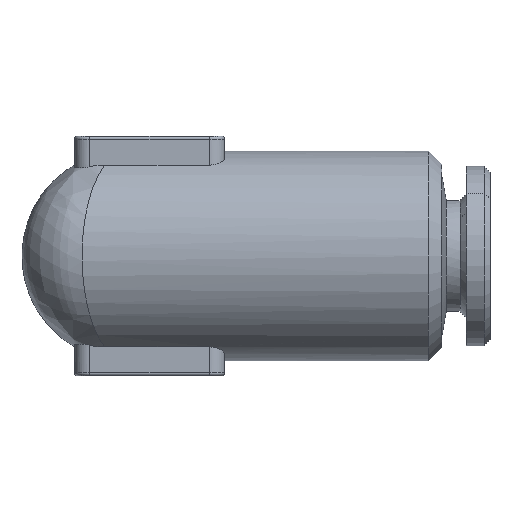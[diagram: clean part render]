
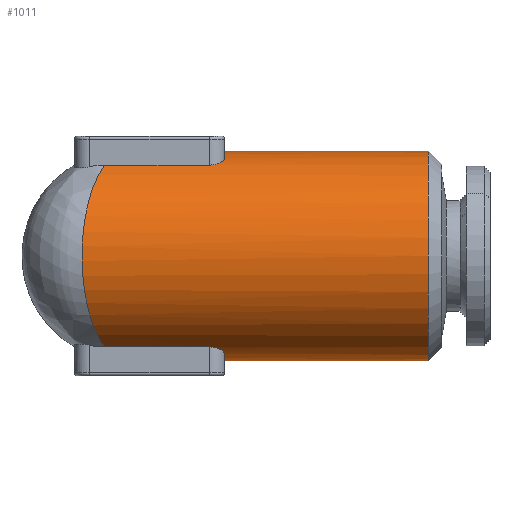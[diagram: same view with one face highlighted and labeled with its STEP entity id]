
A CAD part, left-side view. The second image highlights one B-rep face of the part: STEP entity #1011.
In plain terms, the highlighted cylindrical face has radius 3.5 mm (diameter 7 mm), a partial arc.
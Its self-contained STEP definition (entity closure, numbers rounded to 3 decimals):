
#326 = EDGE_CURVE ( 'NONE', #336, #2341, #1938, .T. ) ;
#336 = VERTEX_POINT ( 'NONE', #1936 ) ;
#417 = VERTEX_POINT ( 'NONE', #2014 ) ;
#426 = EDGE_CURVE ( 'NONE', #417, #2375, #2023, .T. ) ;
#509 = CIRCLE ( 'NONE', #537, 3.5 ) ;
#525 = CARTESIAN_POINT ( 'NONE',  ( -1.25, -3.25, -3.269 ) ) ;
#535 = DIRECTION ( 'NONE',  ( 0., 1., 0. ) ) ;
#536 = CARTESIAN_POINT ( 'NONE',  ( 0., -3.25, 0. ) ) ;
#537 = AXIS2_PLACEMENT_3D ( 'NONE', #536, #535, #551 ) ;
#551 = DIRECTION ( 'NONE',  ( -1., 0., 0. ) ) ;
#620 = CARTESIAN_POINT ( 'NONE',  ( -1.75, -2.75, -3.031 ) ) ;
#621 = CARTESIAN_POINT ( 'NONE',  ( -1.75, -2.889, -3.031 ) ) ;
#622 = CARTESIAN_POINT ( 'NONE',  ( -1.25, -3.25, -3.269 ) ) ;
#623 = CARTESIAN_POINT ( 'NONE',  ( -1.689, -3.021, -3.067 ) ) ;
#624 = CARTESIAN_POINT ( 'NONE',  ( -1.504, -3.199, -3.162 ) ) ;
#626 = CARTESIAN_POINT ( 'NONE',  ( -1.379, -3.25, -3.22 ) ) ;
#638 = DIRECTION ( 'NONE',  ( 0., 1., 0. ) ) ;
#639 = CARTESIAN_POINT ( 'NONE',  ( 0., -3.25, 0. ) ) ;
#640 = AXIS2_PLACEMENT_3D ( 'NONE', #639, #638, #682 ) ;
#641 = CIRCLE ( 'NONE', #640, 3.5 ) ;
#643 = CARTESIAN_POINT ( 'NONE',  ( -1.25, -3.25, 3.269 ) ) ;
#651 = CARTESIAN_POINT ( 'NONE',  ( 0., -10.05, 0. ) ) ;
#657 = AXIS2_PLACEMENT_3D ( 'NONE', #651, #684, #685 ) ;
#658 = CIRCLE ( 'NONE', #657, 3.5 ) ;
#682 = DIRECTION ( 'NONE',  ( -1., 0., 0. ) ) ;
#684 = DIRECTION ( 'NONE',  ( 0., 1., 0. ) ) ;
#685 = DIRECTION ( 'NONE',  ( 0., 0., 1. ) ) ;
#689 = AXIS2_PLACEMENT_3D ( 'NONE', #723, #741, #695 ) ;
#691 = CYLINDRICAL_SURFACE ( 'NONE', #689, 3.5 ) ;
#695 = DIRECTION ( 'NONE',  ( 0., 0., -1. ) ) ;
#705 = ORIENTED_EDGE ( 'NONE', *, *, #1950, .F. ) ;
#723 = CARTESIAN_POINT ( 'NONE',  ( 0., 9.899, 0. ) ) ;
#729 = FACE_OUTER_BOUND ( 'NONE', #992, .T. ) ;
#741 = DIRECTION ( 'NONE',  ( 0., -1., 0. ) ) ;
#809 = VERTEX_POINT ( 'NONE', #2676 ) ;
#835 = VERTEX_POINT ( 'NONE', #2703 ) ;
#847 = EDGE_CURVE ( 'NONE', #835, #809, #2698, .T. ) ;
#912 = CARTESIAN_POINT ( 'NONE',  ( -1.75, 9.899, -3.031 ) ) ;
#913 = LINE ( 'NONE', #912, #920 ) ;
#914 = CARTESIAN_POINT ( 'NONE',  ( -1.75, -2.75, 3.031 ) ) ;
#918 = DIRECTION ( 'NONE',  ( 0., 1., 0. ) ) ;
#920 = VECTOR ( 'NONE', #918, 1000. ) ;
#941 = CARTESIAN_POINT ( 'NONE',  ( -1.75, -2.75, -3.031 ) ) ;
#992 = EDGE_LOOP ( 'NONE', ( #1004, #1009, #1003, #1147, #1157, #1156, #1149, #705, #1972, #1941 ) ) ;
#1002 = EDGE_CURVE ( 'NONE', #1008, #417, #641, .T. ) ;
#1003 = ORIENTED_EDGE ( 'NONE', *, *, #1146, .F. ) ;
#1004 = ORIENTED_EDGE ( 'NONE', *, *, #426, .F. ) ;
#1008 = VERTEX_POINT ( 'NONE', #643 ) ;
#1009 = ORIENTED_EDGE ( 'NONE', *, *, #1002, .F. ) ;
#1011 = ADVANCED_FACE ( 'NONE', ( #729 ), #691, .T. ) ;
#1041 = B_SPLINE_CURVE_WITH_KNOTS ( 'NONE', 3,
 ( #1141, #1140, #1111, #1110, #1116, #1115 ),
 .UNSPECIFIED., .F., .F.,
 ( 4, 2, 4 ),
 ( 0., 0., 0.001 ),
 .UNSPECIFIED. ) ;
#1052 = DIRECTION ( 'NONE',  ( 0., -1., 0. ) ) ;
#1053 = VECTOR ( 'NONE', #1052, 1000. ) ;
#1067 = B_SPLINE_CURVE_WITH_KNOTS ( 'NONE', 3,
 ( #622, #626, #624, #623, #621, #620 ),
 .UNSPECIFIED., .F., .F.,
 ( 4, 2, 4 ),
 ( 0.002, 0.003, 0.003 ),
 .UNSPECIFIED. ) ;
#1073 = LINE ( 'NONE', #1114, #1053 ) ;
#1110 = CARTESIAN_POINT ( 'NONE',  ( -1.504, -3.2, 3.162 ) ) ;
#1111 = CARTESIAN_POINT ( 'NONE',  ( -1.69, -3.021, 3.067 ) ) ;
#1114 = CARTESIAN_POINT ( 'NONE',  ( -1.75, 9.899, 3.031 ) ) ;
#1115 = CARTESIAN_POINT ( 'NONE',  ( -1.25, -3.25, 3.269 ) ) ;
#1116 = CARTESIAN_POINT ( 'NONE',  ( -1.379, -3.25, 3.22 ) ) ;
#1140 = CARTESIAN_POINT ( 'NONE',  ( -1.75, -2.889, 3.031 ) ) ;
#1141 = CARTESIAN_POINT ( 'NONE',  ( -1.75, -2.75, 3.031 ) ) ;
#1146 = EDGE_CURVE ( 'NONE', #1158, #1008, #1041, .T. ) ;
#1147 = ORIENTED_EDGE ( 'NONE', *, *, #1150, .F. ) ;
#1149 = ORIENTED_EDGE ( 'NONE', *, *, #1152, .F. ) ;
#1150 = EDGE_CURVE ( 'NONE', #835, #1158, #1073, .T. ) ;
#1152 = EDGE_CURVE ( 'NONE', #1953, #1154, #1067, .T. ) ;
#1154 = VERTEX_POINT ( 'NONE', #941 ) ;
#1155 = EDGE_CURVE ( 'NONE', #1154, #809, #913, .T. ) ;
#1156 = ORIENTED_EDGE ( 'NONE', *, *, #1155, .F. ) ;
#1157 = ORIENTED_EDGE ( 'NONE', *, *, #847, .T. ) ;
#1158 = VERTEX_POINT ( 'NONE', #914 ) ;
#1926 = VECTOR ( 'NONE', #1928, 1000. ) ;
#1928 = DIRECTION ( 'NONE',  ( 0., -1., 0. ) ) ;
#1929 = CARTESIAN_POINT ( 'NONE',  ( 0., 9.899, -3.5 ) ) ;
#1936 = CARTESIAN_POINT ( 'NONE',  ( 0., -3.25, -3.5 ) ) ;
#1938 = LINE ( 'NONE', #1929, #1926 ) ;
#1941 = ORIENTED_EDGE ( 'NONE', *, *, #1971, .T. ) ;
#1950 = EDGE_CURVE ( 'NONE', #336, #1953, #509, .T. ) ;
#1953 = VERTEX_POINT ( 'NONE', #525 ) ;
#1971 = EDGE_CURVE ( 'NONE', #2341, #2375, #658, .T. ) ;
#1972 = ORIENTED_EDGE ( 'NONE', *, *, #326, .T. ) ;
#2014 = CARTESIAN_POINT ( 'NONE',  ( 0., -3.25, 3.5 ) ) ;
#2020 = DIRECTION ( 'NONE',  ( 0., -1., 0. ) ) ;
#2021 = VECTOR ( 'NONE', #2020, 1000. ) ;
#2022 = CARTESIAN_POINT ( 'NONE',  ( 0., 9.899, 3.5 ) ) ;
#2023 = LINE ( 'NONE', #2022, #2021 ) ;
#2341 = VERTEX_POINT ( 'NONE', #3231 ) ;
#2375 = VERTEX_POINT ( 'NONE', #2791 ) ;
#2472 = CARTESIAN_POINT ( 'NONE',  ( -4.375, 1.875, 1.516 ) ) ;
#2474 = CARTESIAN_POINT ( 'NONE',  ( -4.375, 1.875, -1.516 ) ) ;
#2477 = CARTESIAN_POINT ( 'NONE',  ( -1.75, 0.75, -3.031 ) ) ;
#2478 = CARTESIAN_POINT ( 'NONE',  ( -1.75, 0.75, 3.031 ) ) ;
#2676 = CARTESIAN_POINT ( 'NONE',  ( -1.75, 0.75, -3.031 ) ) ;
#2698 =( BOUNDED_CURVE ( )  B_SPLINE_CURVE ( 3, ( #2478, #2472, #2474, #2477 ),
 .UNSPECIFIED., .F., .T. ) 
 B_SPLINE_CURVE_WITH_KNOTS ( ( 4, 4 ),
 ( 2.094, 4.189 ),
 .UNSPECIFIED. ) 
 CURVE ( )  GEOMETRIC_REPRESENTATION_ITEM ( )  RATIONAL_B_SPLINE_CURVE ( ( 1., 0.667, 0.667, 1. ) ) 
 REPRESENTATION_ITEM ( '' )  );
#2703 = CARTESIAN_POINT ( 'NONE',  ( -1.75, 0.75, 3.031 ) ) ;
#2791 = CARTESIAN_POINT ( 'NONE',  ( 0., -10.05, 3.5 ) ) ;
#3231 = CARTESIAN_POINT ( 'NONE',  ( 0., -10.05, -3.5 ) ) ;
